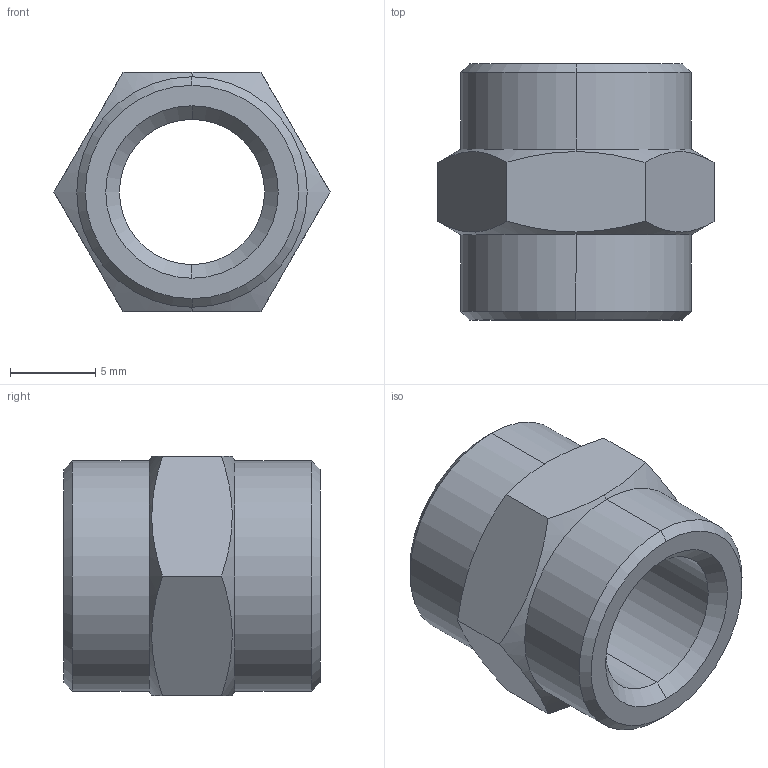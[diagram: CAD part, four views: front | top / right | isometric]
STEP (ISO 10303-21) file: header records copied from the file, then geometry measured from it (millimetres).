
FILE_DESCRIPTION(( 'RA.13.18.18.STEP' ), '1');
FILE_NAME( 'RA.13.18.18.STEP', '2018-10-05T16:22:25',( 'Sopra'),('sopra-pneumatic.com'), 'SwSTEP 2.0','SolidWorks 2009','' );
FILE_SCHEMA (( 'CONFIG_CONTROL_DESIGN' ));
Length unit declared in the file: millimetre
Products named in the file (1): 05030001
Bounding box: 16.17 x 15 x 14 mm (x, y, z)
Volume: 1388.3 mm3; surface area: 1217.7 mm2
Topology: 1 solids, 1 shells, 26 faces, 60 edges, 36 vertices
Faces by surface type: cone 12, plane 8, cylinder 6
Entity records: 905 total; most frequent: CARTESIAN_POINT 251, ORIENTED_EDGE 120, DIRECTION 118, EDGE_CURVE 60, AXIS2_PLACEMENT_3D 47, VERTEX_POINT 36, EDGE_LOOP 28, ADVANCED_FACE 26
